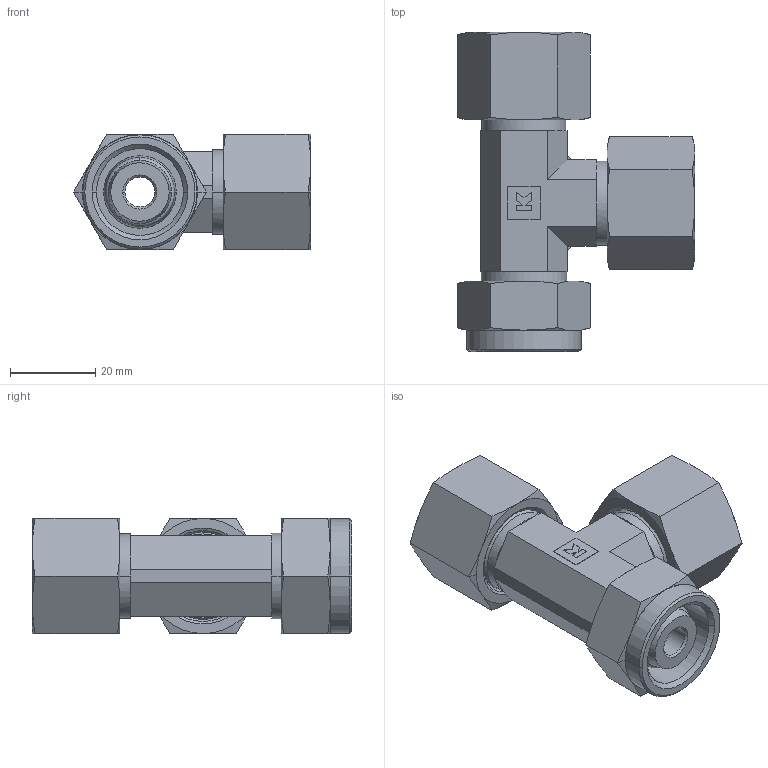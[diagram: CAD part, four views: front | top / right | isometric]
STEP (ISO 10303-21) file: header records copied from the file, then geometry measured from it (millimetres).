
FILE_DESCRIPTION( ( '' ), '1' );
FILE_NAME( '386881422.stp', '2012-08-13T09:36:59', ( '' ), ( '' ), ' ', ' ', ' ' );
FILE_SCHEMA( ( 'CONFIG_CONTROL_DESIGN' ) );
Length unit declared in the file: millimetre
Products named in the file (5): 1; 2; 3; 4; 5
Bounding box: 55.59 x 74.8 x 27 mm (x, y, z)
Volume: 38944.4 mm3; surface area: 20634.3 mm2
Topology: 5 solids, 6 shells, 275 faces, 613 edges, 360 vertices
Faces by surface type: plane 129, cone 96, cylinder 42, torus 8
Entity records: 7669 total; most frequent: CARTESIAN_POINT 1397, DIRECTION 1337, ORIENTED_EDGE 1226, EDGE_CURVE 613, AXIS2_PLACEMENT_3D 516, VERTEX_POINT 360, LINE 305, VECTOR 305
